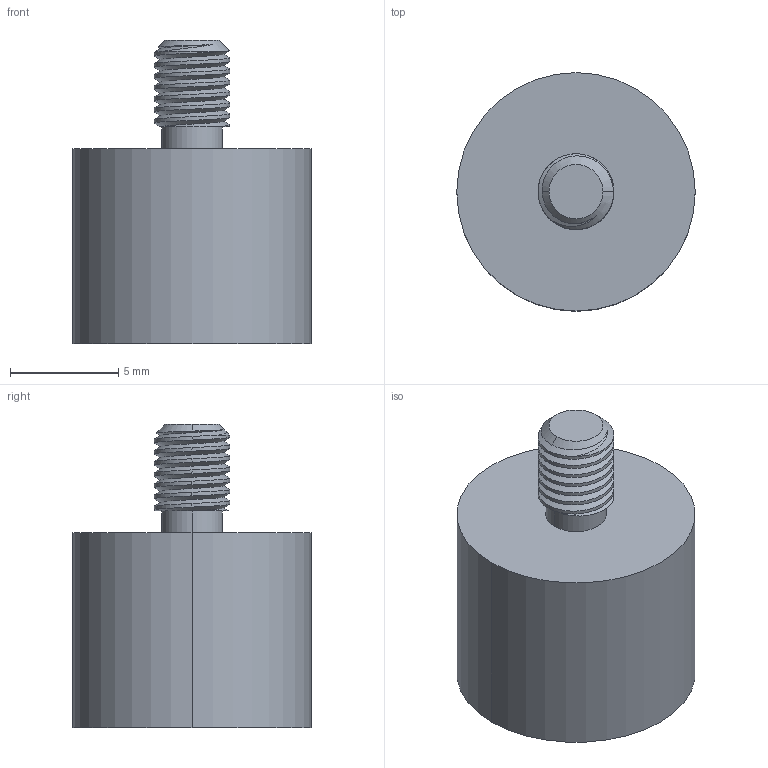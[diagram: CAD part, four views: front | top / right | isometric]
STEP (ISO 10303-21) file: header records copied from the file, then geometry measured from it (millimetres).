
FILE_DESCRIPTION (( 'STEP AP214' ), '1' );
FILE_NAME ('12746-E0W.step', '2007-11-13T06:03:23', ( ' ' ), ( ' ' ), 'SwSTEP 2.0', 'SolidWorks 2007', '' );
FILE_SCHEMA (( 'AUTOMOTIVE_DESIGN' ));
Length unit declared in the file: inch
Products named in the file (1): 12746-E0W
Bounding box: 11 x 11 x 14 mm (x, y, z)
Surface area: 631.6 mm2 (no closed solid volume)
Topology: 0 solids, 2 shells, 28 faces, 75 edges, 50 vertices
Faces by surface type: cylinder 21, plane 3, cone 2, bspline 2
Entity records: 2015 total; most frequent: CARTESIAN_POINT 1030, ORIENTED_EDGE 142, DIRECTION 110, EDGE_CURVE 75, VERTEX_POINT 50, AXIS2_PLACEMENT_3D 44, EDGE_LOOP 30, UNCERTAINTY_MEASURE_WITH_UNIT 29
